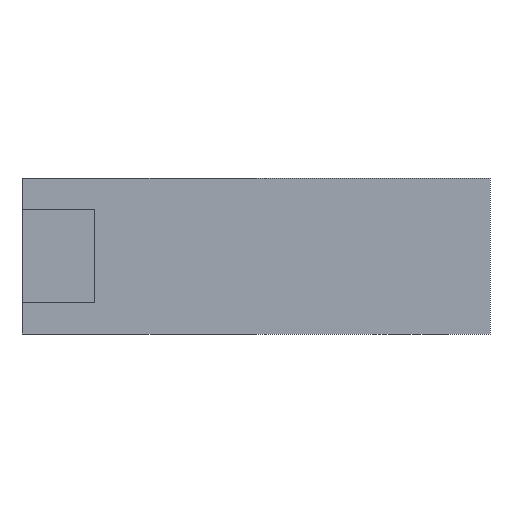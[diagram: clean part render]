
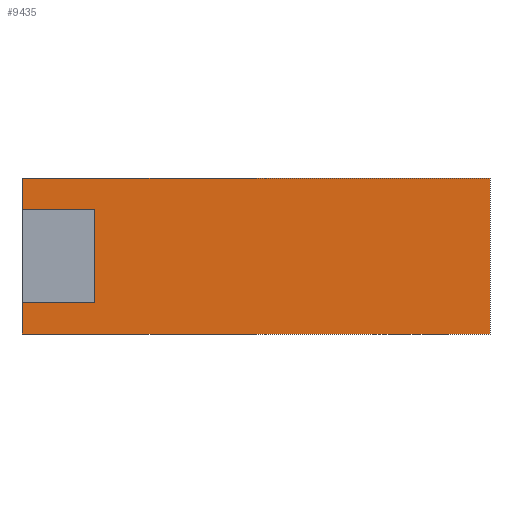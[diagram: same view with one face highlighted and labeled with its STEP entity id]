
A CAD part, left-side view. The second image highlights one B-rep face of the part: STEP entity #9435.
In plain terms, the highlighted planar face has unit normal (-1, 0, 0).
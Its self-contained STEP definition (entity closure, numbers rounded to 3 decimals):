
#56 = CARTESIAN_POINT ( 'NONE',  ( -7.5, 7.5, -1.5 ) ) ;
#66 = VERTEX_POINT ( 'NONE', #5776 ) ;
#222 = ORIENTED_EDGE ( 'NONE', *, *, #4692, .T. ) ;
#367 = EDGE_CURVE ( 'NONE', #3543, #7771, #5595, .T. ) ;
#396 = VERTEX_POINT ( 'NONE', #6577 ) ;
#443 = ORIENTED_EDGE ( 'NONE', *, *, #3676, .T. ) ;
#641 = DIRECTION ( 'NONE',  ( 1., 0., 0. ) ) ;
#1014 = VERTEX_POINT ( 'NONE', #6683 ) ;
#1087 = DIRECTION ( 'NONE',  ( 0., 0., 1. ) ) ;
#1260 = LINE ( 'NONE', #1728, #5059 ) ;
#1306 = AXIS2_PLACEMENT_3D ( 'NONE', #8133, #641, #9572 ) ;
#1553 = DIRECTION ( 'NONE',  ( 0., 0., -1. ) ) ;
#1607 = LINE ( 'NONE', #9431, #8706 ) ;
#1632 = VECTOR ( 'NONE', #6606, 1000. ) ;
#1728 = CARTESIAN_POINT ( 'NONE',  ( -7.5, -7.5, -2.5 ) ) ;
#1894 = ORIENTED_EDGE ( 'NONE', *, *, #7735, .F. ) ;
#2310 = ORIENTED_EDGE ( 'NONE', *, *, #3995, .F. ) ;
#2354 = VECTOR ( 'NONE', #1087, 1000. ) ;
#2911 = CARTESIAN_POINT ( 'NONE',  ( -7.5, -7.5, -2.5 ) ) ;
#3370 = DIRECTION ( 'NONE',  ( 0., 1., 0. ) ) ;
#3543 = VERTEX_POINT ( 'NONE', #6239 ) ;
#3676 = EDGE_CURVE ( 'NONE', #6846, #1014, #4013, .T. ) ;
#3709 = CARTESIAN_POINT ( 'NONE',  ( -7.5, 7.5, -1.5 ) ) ;
#3995 = EDGE_CURVE ( 'NONE', #66, #396, #6138, .T. ) ;
#4013 = LINE ( 'NONE', #4197, #1632 ) ;
#4121 = CARTESIAN_POINT ( 'NONE',  ( -7.5, 7.5, 1.5 ) ) ;
#4197 = CARTESIAN_POINT ( 'NONE',  ( -7.5, 7.5, 2.5 ) ) ;
#4401 = CARTESIAN_POINT ( 'NONE',  ( -7.5, -7.5, 2.5 ) ) ;
#4646 = VECTOR ( 'NONE', #5881, 1000. ) ;
#4692 = EDGE_CURVE ( 'NONE', #8611, #9384, #9450, .T. ) ;
#4957 = ORIENTED_EDGE ( 'NONE', *, *, #5696, .T. ) ;
#5059 = VECTOR ( 'NONE', #6348, 1000. ) ;
#5595 = LINE ( 'NONE', #4401, #4646 ) ;
#5636 = CARTESIAN_POINT ( 'NONE',  ( -7.5, 5.183, -1.5 ) ) ;
#5696 = EDGE_CURVE ( 'NONE', #1014, #7771, #1260, .T. ) ;
#5776 = CARTESIAN_POINT ( 'NONE',  ( -7.5, 5.183, -1.5 ) ) ;
#5838 = VECTOR ( 'NONE', #7546, 1000. ) ;
#5881 = DIRECTION ( 'NONE',  ( 0., 0., -1. ) ) ;
#6121 = CARTESIAN_POINT ( 'NONE',  ( -7.5, 7.5, 2.5 ) ) ;
#6138 = LINE ( 'NONE', #5636, #2354 ) ;
#6239 = CARTESIAN_POINT ( 'NONE',  ( -7.5, -7.5, 2.5 ) ) ;
#6334 = EDGE_CURVE ( 'NONE', #396, #9384, #1607, .T. ) ;
#6348 = DIRECTION ( 'NONE',  ( 0., -1., 0. ) ) ;
#6577 = CARTESIAN_POINT ( 'NONE',  ( -7.5, 5.183, 1.5 ) ) ;
#6578 = VECTOR ( 'NONE', #8258, 1000. ) ;
#6606 = DIRECTION ( 'NONE',  ( 0., 0., -1. ) ) ;
#6683 = CARTESIAN_POINT ( 'NONE',  ( -7.5, 7.5, -2.5 ) ) ;
#6754 = CARTESIAN_POINT ( 'NONE',  ( -7.5, -7.5, 2.5 ) ) ;
#6846 = VERTEX_POINT ( 'NONE', #56 ) ;
#6934 = LINE ( 'NONE', #3709, #6578 ) ;
#7215 = ORIENTED_EDGE ( 'NONE', *, *, #9754, .F. ) ;
#7391 = CARTESIAN_POINT ( 'NONE',  ( -7.5, 7.5, 2.5 ) ) ;
#7453 = PLANE ( 'NONE',  #1306 ) ;
#7463 = VECTOR ( 'NONE', #1553, 1000. ) ;
#7546 = DIRECTION ( 'NONE',  ( 0., -1., 0. ) ) ;
#7640 = ORIENTED_EDGE ( 'NONE', *, *, #367, .F. ) ;
#7735 = EDGE_CURVE ( 'NONE', #6846, #66, #6934, .T. ) ;
#7771 = VERTEX_POINT ( 'NONE', #2911 ) ;
#8133 = CARTESIAN_POINT ( 'NONE',  ( -7.5, -7.5, 2.5 ) ) ;
#8258 = DIRECTION ( 'NONE',  ( 0., -1., 0. ) ) ;
#8318 = FACE_OUTER_BOUND ( 'NONE', #9131, .T. ) ;
#8611 = VERTEX_POINT ( 'NONE', #7391 ) ;
#8706 = VECTOR ( 'NONE', #3370, 1000. ) ;
#9131 = EDGE_LOOP ( 'NONE', ( #2310, #1894, #443, #4957, #7640, #7215, #222, #9655 ) ) ;
#9384 = VERTEX_POINT ( 'NONE', #4121 ) ;
#9431 = CARTESIAN_POINT ( 'NONE',  ( -7.5, 7.5, 1.5 ) ) ;
#9435 = ADVANCED_FACE ( 'NONE', ( #8318 ), #7453, .F. ) ;
#9450 = LINE ( 'NONE', #6121, #7463 ) ;
#9572 = DIRECTION ( 'NONE',  ( 0., 0., -1. ) ) ;
#9612 = LINE ( 'NONE', #6754, #5838 ) ;
#9655 = ORIENTED_EDGE ( 'NONE', *, *, #6334, .F. ) ;
#9754 = EDGE_CURVE ( 'NONE', #8611, #3543, #9612, .T. ) ;
